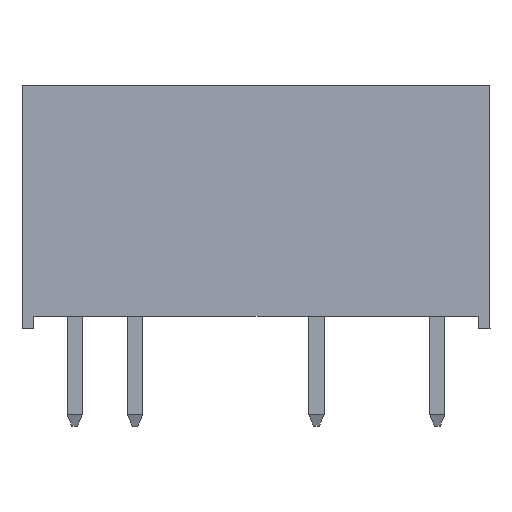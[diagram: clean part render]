
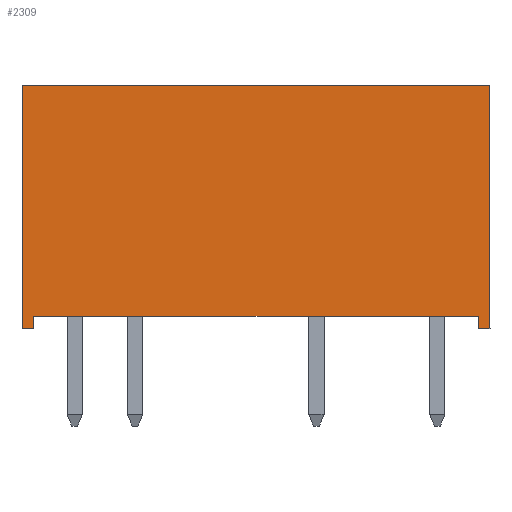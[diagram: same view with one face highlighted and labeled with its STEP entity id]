
A CAD part, top view. The second image highlights one B-rep face of the part: STEP entity #2309.
In plain terms, the highlighted planar face has unit normal (0, 0.004, 1).
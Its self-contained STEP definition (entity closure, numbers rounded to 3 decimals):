
#74 = FACE_OUTER_BOUND ( 'NONE', #3894, .T. ) ;
#92 = LINE ( 'NONE', #2232, #4570 ) ;
#167 = ORIENTED_EDGE ( 'NONE', *, *, #3940, .T. ) ;
#388 = VERTEX_POINT ( 'NONE', #4995 ) ;
#511 = LINE ( 'NONE', #2615, #4107 ) ;
#586 = DIRECTION ( 'NONE',  ( 0.003, 1., -0.003 ) ) ;
#1008 = DIRECTION ( 'NONE',  ( -0.003, 1., -0.003 ) ) ;
#1371 = LINE ( 'NONE', #5646, #5146 ) ;
#1632 = CARTESIAN_POINT ( 'NONE',  ( 81.081, 82.863, 2.536 ) ) ;
#1647 = DIRECTION ( 'NONE',  ( 1., 0., 0. ) ) ;
#1653 = VERTEX_POINT ( 'NONE', #5313 ) ;
#1966 = VERTEX_POINT ( 'NONE', #1632 ) ;
#2043 = EDGE_CURVE ( 'NONE', #388, #1653, #4577, .T. ) ;
#2131 = DIRECTION ( 'NONE',  ( -1., 0., 0. ) ) ;
#2166 = ORIENTED_EDGE ( 'NONE', *, *, #2043, .T. ) ;
#2167 = VERTEX_POINT ( 'NONE', #2704 ) ;
#2232 = CARTESIAN_POINT ( 'NONE',  ( 61.909, 82.863, 2.536 ) ) ;
#2309 = ADVANCED_FACE ( 'NONE', ( #74 ), #4426, .T. ) ;
#2318 = LINE ( 'NONE', #4458, #6484 ) ;
#2319 = DIRECTION ( 'NONE',  ( 1., 0., 0. ) ) ;
#2324 = DIRECTION ( 'NONE',  ( -0.003, 1., -0.003 ) ) ;
#2336 = CARTESIAN_POINT ( 'NONE',  ( 61.409, 82.863, 2.536 ) ) ;
#2397 = DIRECTION ( 'NONE',  ( -0.003, -1., 0.003 ) ) ;
#2580 = EDGE_CURVE ( 'NONE', #3610, #3849, #5811, .T. ) ;
#2615 = CARTESIAN_POINT ( 'NONE',  ( 81.081, 82.863, 2.536 ) ) ;
#2704 = CARTESIAN_POINT ( 'NONE',  ( 61.911, 83.383, 2.534 ) ) ;
#2773 = CARTESIAN_POINT ( 'NONE',  ( 80.581, 82.863, 2.536 ) ) ;
#2857 = CARTESIAN_POINT ( 'NONE',  ( 61.445, 93.063, 2.5 ) ) ;
#3312 = VECTOR ( 'NONE', #2131, 1000. ) ;
#3343 = EDGE_CURVE ( 'NONE', #1966, #3610, #511, .T. ) ;
#3486 = ORIENTED_EDGE ( 'NONE', *, *, #5741, .F. ) ;
#3610 = VERTEX_POINT ( 'NONE', #4077 ) ;
#3671 = VECTOR ( 'NONE', #4540, 1000. ) ;
#3849 = VERTEX_POINT ( 'NONE', #4883 ) ;
#3867 = ORIENTED_EDGE ( 'NONE', *, *, #5221, .T. ) ;
#3894 = EDGE_LOOP ( 'NONE', ( #3486, #6297, #5235, #5569, #4175, #2166, #3867, #167 ) ) ;
#3940 = EDGE_CURVE ( 'NONE', #2167, #4152, #2318, .T. ) ;
#3971 = LINE ( 'NONE', #2857, #4670 ) ;
#4036 = CARTESIAN_POINT ( 'NONE',  ( 80.581, 82.863, 2.536 ) ) ;
#4077 = CARTESIAN_POINT ( 'NONE',  ( 81.045, 93.063, 2.5 ) ) ;
#4107 = VECTOR ( 'NONE', #1008, 1000. ) ;
#4152 = VERTEX_POINT ( 'NONE', #5467 ) ;
#4175 = ORIENTED_EDGE ( 'NONE', *, *, #4634, .T. ) ;
#4311 = CARTESIAN_POINT ( 'NONE',  ( 81.045, 93.063, 2.5 ) ) ;
#4426 = PLANE ( 'NONE',  #6866 ) ;
#4458 = CARTESIAN_POINT ( 'NONE',  ( 61.911, 83.383, 2.534 ) ) ;
#4540 = DIRECTION ( 'NONE',  ( 1., 0., 0. ) ) ;
#4570 = VECTOR ( 'NONE', #586, 1000. ) ;
#4577 = LINE ( 'NONE', #2336, #3671 ) ;
#4634 = EDGE_CURVE ( 'NONE', #3849, #388, #3971, .T. ) ;
#4670 = VECTOR ( 'NONE', #2397, 1000. ) ;
#4841 = VERTEX_POINT ( 'NONE', #4036 ) ;
#4883 = CARTESIAN_POINT ( 'NONE',  ( 61.445, 93.063, 2.5 ) ) ;
#4995 = CARTESIAN_POINT ( 'NONE',  ( 61.409, 82.863, 2.536 ) ) ;
#5146 = VECTOR ( 'NONE', #2324, 1000. ) ;
#5221 = EDGE_CURVE ( 'NONE', #1653, #2167, #92, .T. ) ;
#5235 = ORIENTED_EDGE ( 'NONE', *, *, #3343, .T. ) ;
#5313 = CARTESIAN_POINT ( 'NONE',  ( 61.909, 82.863, 2.536 ) ) ;
#5409 = LINE ( 'NONE', #2773, #5804 ) ;
#5467 = CARTESIAN_POINT ( 'NONE',  ( 80.579, 83.383, 2.534 ) ) ;
#5569 = ORIENTED_EDGE ( 'NONE', *, *, #2580, .T. ) ;
#5646 = CARTESIAN_POINT ( 'NONE',  ( 80.581, 82.863, 2.536 ) ) ;
#5741 = EDGE_CURVE ( 'NONE', #4841, #4152, #1371, .T. ) ;
#5804 = VECTOR ( 'NONE', #1647, 1000. ) ;
#5811 = LINE ( 'NONE', #4311, #3312 ) ;
#5940 = EDGE_CURVE ( 'NONE', #4841, #1966, #5409, .T. ) ;
#5995 = DIRECTION ( 'NONE',  ( 0., 0.003, 1. ) ) ;
#6297 = ORIENTED_EDGE ( 'NONE', *, *, #5940, .T. ) ;
#6484 = VECTOR ( 'NONE', #6579, 1000. ) ;
#6513 = CARTESIAN_POINT ( 'NONE',  ( 81.322, 93.062, 2.5 ) ) ;
#6579 = DIRECTION ( 'NONE',  ( 1., 0., 0. ) ) ;
#6866 = AXIS2_PLACEMENT_3D ( 'NONE', #6513, #5995, #2319 ) ;
